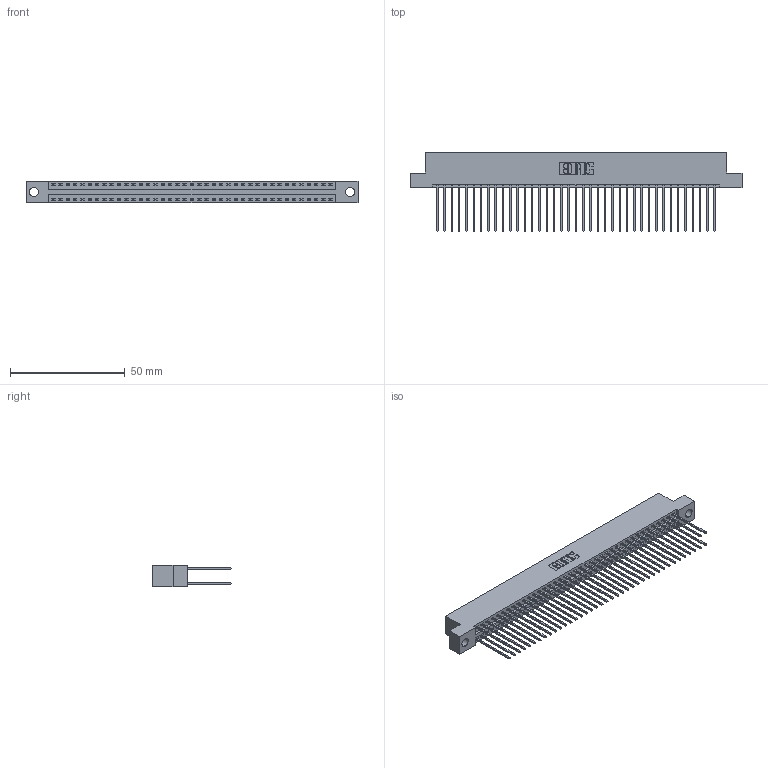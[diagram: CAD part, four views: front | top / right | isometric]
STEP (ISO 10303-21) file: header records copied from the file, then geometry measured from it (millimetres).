
FILE_DESCRIPTION (( 'STEP AP203' ), '1' );
FILE_NAME ('346-078-541-204.STEP', '2022-05-25T14:12:36', ( '' ), ( '' ), 'SwSTEP 2.0', 'SolidWorks 2020', '' );
FILE_SCHEMA (( 'CONFIG_CONTROL_DESIGN' ));
Length unit declared in the file: inch
Products named in the file (3): 346 Part_Flush Mounting Lugs - 0.156 Dia-TH; 345-292-001_345-293-141; 346-078-541-204
Assembly tree (79 placements, depth 2):
  346-078-541-204
    346 Part_Flush Mounting Lugs - 0.156 Dia-TH
    345-292-001_345-293-141  x78
Bounding box: 144.4 x 34.29 x 9.4 mm (x, y, z)
Volume: 14398.9 mm3; surface area: 21739.2 mm2
Topology: 79 solids, 79 shells, 4192 faces, 12455 edges, 8198 vertices
Faces by surface type: plane 2820, cylinder 1372
Entity records: 26293 total; most frequent: CARTESIAN_POINT 4342, ORIENTED_EDGE 4274, DIRECTION 3877, EDGE_CURVE 2137, VECTOR 1849, LINE 1849, VERTEX_POINT 1422, AXIS2_PLACEMENT_3D 1014
